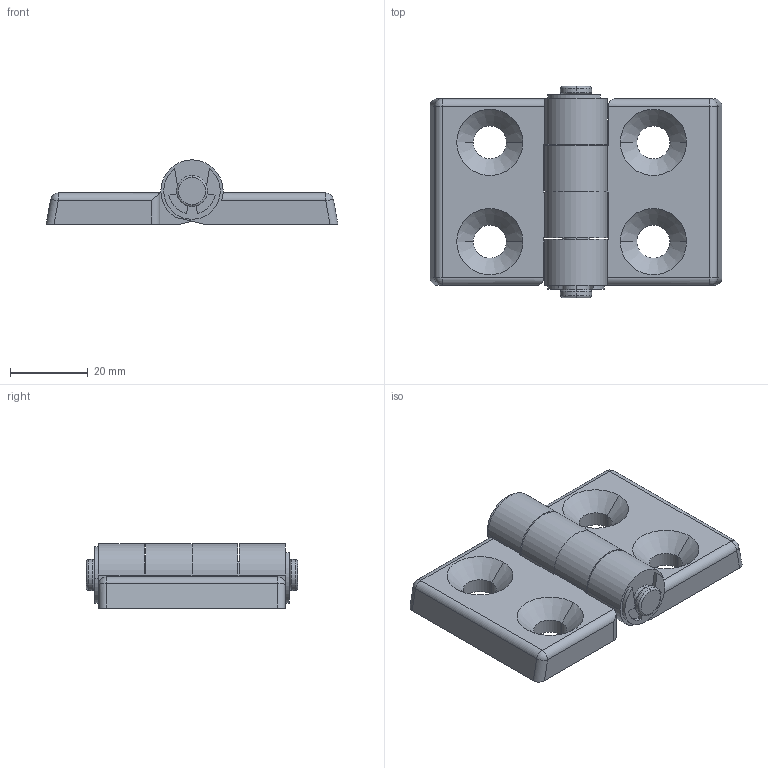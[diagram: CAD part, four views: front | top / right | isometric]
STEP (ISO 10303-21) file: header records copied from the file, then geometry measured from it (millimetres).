
FILE_DESCRIPTION (( 'STEP AP214' ), '1' );
FILE_NAME ('SNSD.30.51.02. Ïåòëÿ àëþìèíèåâàÿ 40x45(B20).STEP', '2024-04-05T14:08:00', ( '' ), ( '' ), 'SwSTEP 2.0', 'SolidWorks 2022', '' );
FILE_SCHEMA (( 'AUTOMOTIVE_DESIGN' ));
Length unit declared in the file: millimetre
Products named in the file (5): SNSD.30.51.00. Кольцо (B18)B19B20_00; SNSD.30.51.00. Петля пластиковая (B18)B19B20_00; SNSD.30.51.00. Палец (B18)B19B20_00; SNSD.30.51.00. Петля пластиковая малая часть(B18)B19B20_00; SNSD.30.51.02. Петля алюминиевая 40x45(B20)
Assembly tree (5 placements, depth 2):
  SNSD.30.51.02. Петля алюминиевая 40x45(B20)
    SNSD.30.51.00. Петля пластиковая (B18)B19B20_00
    SNSD.30.51.00. Петля пластиковая малая часть(B18)B19B20_00
    SNSD.30.51.00. Палец (B18)B19B20_00
    SNSD.30.51.00. Кольцо (B18)B19B20_00  x2
Bounding box: 74.97 x 54.25 x 16.5 mm (x, y, z)
Volume: 29356.1 mm3; surface area: 13986.7 mm2
Topology: 5 solids, 5 shells, 122 faces, 306 edges, 190 vertices
Faces by surface type: cylinder 60, plane 42, cone 8, torus 8, sphere 4
Entity records: 3421 total; most frequent: DIRECTION 601, CARTESIAN_POINT 586, ORIENTED_EDGE 526, EDGE_CURVE 263, AXIS2_PLACEMENT_3D 231, VERTEX_POINT 164, LINE 139, VECTOR 139
